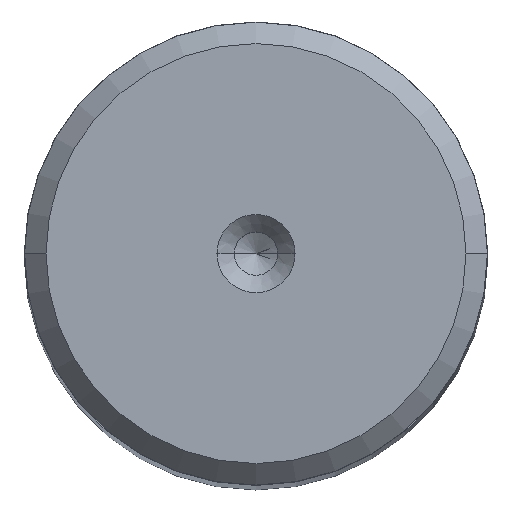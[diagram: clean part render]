
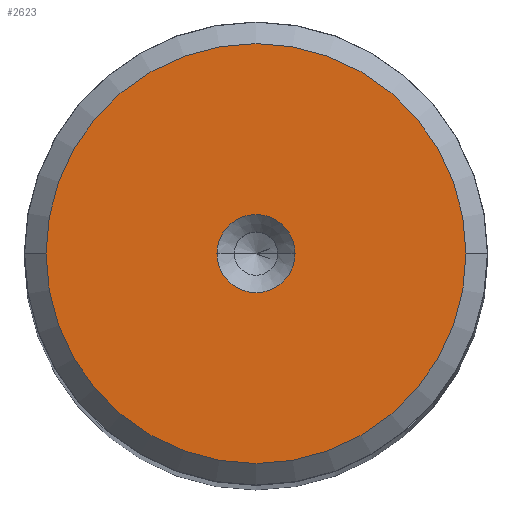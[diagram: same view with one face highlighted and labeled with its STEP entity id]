
A CAD part, top view. The second image highlights one B-rep face of the part: STEP entity #2623.
In plain terms, the highlighted planar face has unit normal (0, 0, 1).
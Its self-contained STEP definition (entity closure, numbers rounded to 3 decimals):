
#62 = DIRECTION ( 'NONE',  ( 0., 0., 1. ) ) ;
#94 = ORIENTED_EDGE ( 'NONE', *, *, #2711, .T. ) ;
#97 = ORIENTED_EDGE ( 'NONE', *, *, #2343, .F. ) ;
#377 = CIRCLE ( 'NONE', #2532, 2.7 ) ;
#388 = DIRECTION ( 'NONE',  ( 0., 0., 1. ) ) ;
#418 = DIRECTION ( 'NONE',  ( 0., 0., 1. ) ) ;
#771 = AXIS2_PLACEMENT_3D ( 'NONE', #1680, #1454, #1877 ) ;
#852 = VERTEX_POINT ( 'NONE', #2138 ) ;
#911 = CARTESIAN_POINT ( 'NONE',  ( 0., 0., 190. ) ) ;
#917 = VERTEX_POINT ( 'NONE', #2654 ) ;
#920 = DIRECTION ( 'NONE',  ( 0., 0., 1. ) ) ;
#945 = AXIS2_PLACEMENT_3D ( 'NONE', #1067, #388, #1930 ) ;
#1027 = CIRCLE ( 'NONE', #2309, 14.512 ) ;
#1067 = CARTESIAN_POINT ( 'NONE',  ( 0., 0., 190. ) ) ;
#1112 = FACE_OUTER_BOUND ( 'NONE', #2133, .T. ) ;
#1144 = EDGE_CURVE ( 'NONE', #917, #1705, #1027, .T. ) ;
#1230 = AXIS2_PLACEMENT_3D ( 'NONE', #2545, #418, #1948 ) ;
#1232 = CIRCLE ( 'NONE', #945, 14.512 ) ;
#1289 = ORIENTED_EDGE ( 'NONE', *, *, #1304, .F. ) ;
#1304 = EDGE_CURVE ( 'NONE', #2129, #852, #377, .T. ) ;
#1343 = DIRECTION ( 'NONE',  ( 1., 0., 0. ) ) ;
#1412 = CARTESIAN_POINT ( 'NONE',  ( 2.7, 0., 190. ) ) ;
#1454 = DIRECTION ( 'NONE',  ( 0., 0., 1. ) ) ;
#1506 = FACE_BOUND ( 'NONE', #2357, .T. ) ;
#1569 = ORIENTED_EDGE ( 'NONE', *, *, #1144, .T. ) ;
#1680 = CARTESIAN_POINT ( 'NONE',  ( 0., 0., 190. ) ) ;
#1705 = VERTEX_POINT ( 'NONE', #2448 ) ;
#1877 = DIRECTION ( 'NONE',  ( 1., 0., 0. ) ) ;
#1910 = CIRCLE ( 'NONE', #771, 2.7 ) ;
#1930 = DIRECTION ( 'NONE',  ( 1., 0., 0. ) ) ;
#1948 = DIRECTION ( 'NONE',  ( 1., 0., 0. ) ) ;
#2054 = DIRECTION ( 'NONE',  ( 1., 0., 0. ) ) ;
#2129 = VERTEX_POINT ( 'NONE', #1412 ) ;
#2133 = EDGE_LOOP ( 'NONE', ( #94, #1569 ) ) ;
#2138 = CARTESIAN_POINT ( 'NONE',  ( -2.7, 0., 190. ) ) ;
#2255 = CARTESIAN_POINT ( 'NONE',  ( 0., 0., 190. ) ) ;
#2309 = AXIS2_PLACEMENT_3D ( 'NONE', #911, #920, #1343 ) ;
#2326 = PLANE ( 'NONE',  #1230 ) ;
#2343 = EDGE_CURVE ( 'NONE', #852, #2129, #1910, .T. ) ;
#2357 = EDGE_LOOP ( 'NONE', ( #1289, #97 ) ) ;
#2448 = CARTESIAN_POINT ( 'NONE',  ( -14.512, 0., 190. ) ) ;
#2532 = AXIS2_PLACEMENT_3D ( 'NONE', #2255, #62, #2054 ) ;
#2545 = CARTESIAN_POINT ( 'NONE',  ( 0., 0., 190. ) ) ;
#2623 = ADVANCED_FACE ( 'NONE', ( #1506, #1112 ), #2326, .T. ) ;
#2654 = CARTESIAN_POINT ( 'NONE',  ( 14.512, 0., 190. ) ) ;
#2711 = EDGE_CURVE ( 'NONE', #1705, #917, #1232, .T. ) ;
